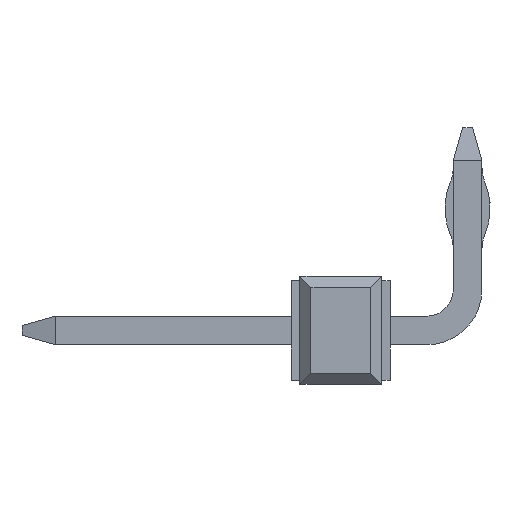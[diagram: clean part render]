
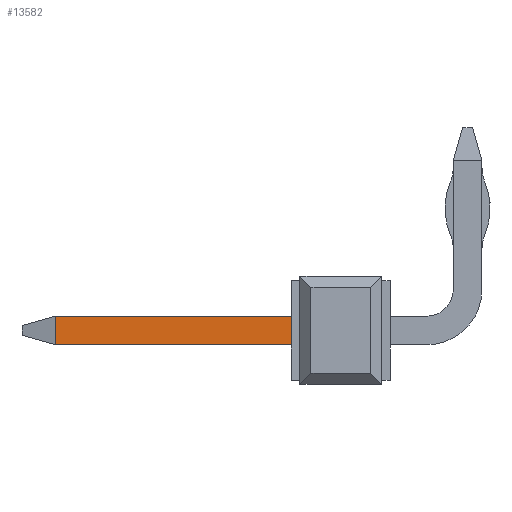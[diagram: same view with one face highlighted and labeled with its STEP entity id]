
A CAD part, left-side view. The second image highlights one B-rep face of the part: STEP entity #13582.
In plain terms, the highlighted planar face has unit normal (-1, 0, 0).
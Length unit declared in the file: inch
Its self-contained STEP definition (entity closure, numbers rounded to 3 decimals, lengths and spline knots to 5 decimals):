
#4693=DIRECTION('',(0.,0.,-1.));
#4694=VECTOR('',#4693,0.026);
#4695=CARTESIAN_POINT('',(-0.563,0.259,0.013));
#4696=LINE('',#4695,#4694);
#4697=DIRECTION('',(0.,-1.,0.));
#4698=VECTOR('',#4697,0.214);
#4699=CARTESIAN_POINT('',(-0.563,0.259,0.013));
#4700=LINE('',#4699,#4698);
#4701=DIRECTION('',(0.,1.,0.));
#4702=VECTOR('',#4701,0.214);
#4703=CARTESIAN_POINT('',(-0.563,0.045,-0.013));
#4704=LINE('',#4703,#4702);
#4889=DIRECTION('',(0.,0.,-1.));
#4890=VECTOR('',#4889,0.026);
#4891=CARTESIAN_POINT('',(-0.563,0.045,0.013));
#4892=LINE('',#4891,#4890);
#6501=CARTESIAN_POINT('',(-0.563,0.045,0.013));
#6502=CARTESIAN_POINT('',(-0.563,0.045,-0.013));
#6503=VERTEX_POINT('',#6501);
#6504=VERTEX_POINT('',#6502);
#6522=CARTESIAN_POINT('',(-0.563,0.259,0.013));
#6524=VERTEX_POINT('',#6522);
#6538=CARTESIAN_POINT('',(-0.563,0.259,-0.013));
#6540=VERTEX_POINT('',#6538);
#13567=CARTESIAN_POINT('',(-0.563,0.,0.));
#13568=DIRECTION('',(1.,0.,0.));
#13569=DIRECTION('',(0.,0.,-1.));
#13570=AXIS2_PLACEMENT_3D('',#13567,#13568,#13569);
#13571=PLANE('',#13570);
#13573=ORIENTED_EDGE('',*,*,#13572,.F.);
#13575=ORIENTED_EDGE('',*,*,#13574,.T.);
#13577=ORIENTED_EDGE('',*,*,#13576,.T.);
#13579=ORIENTED_EDGE('',*,*,#13578,.T.);
#13580=EDGE_LOOP('',(#13573,#13575,#13577,#13579));
#13581=FACE_OUTER_BOUND('',#13580,.F.);
#13582=ADVANCED_FACE('',(#13581),#13571,.F.);
#13572=EDGE_CURVE('',#6524,#6540,#4696,.T.);
#13574=EDGE_CURVE('',#6524,#6503,#4700,.T.);
#13576=EDGE_CURVE('',#6503,#6504,#4892,.T.);
#13578=EDGE_CURVE('',#6504,#6540,#4704,.T.);
